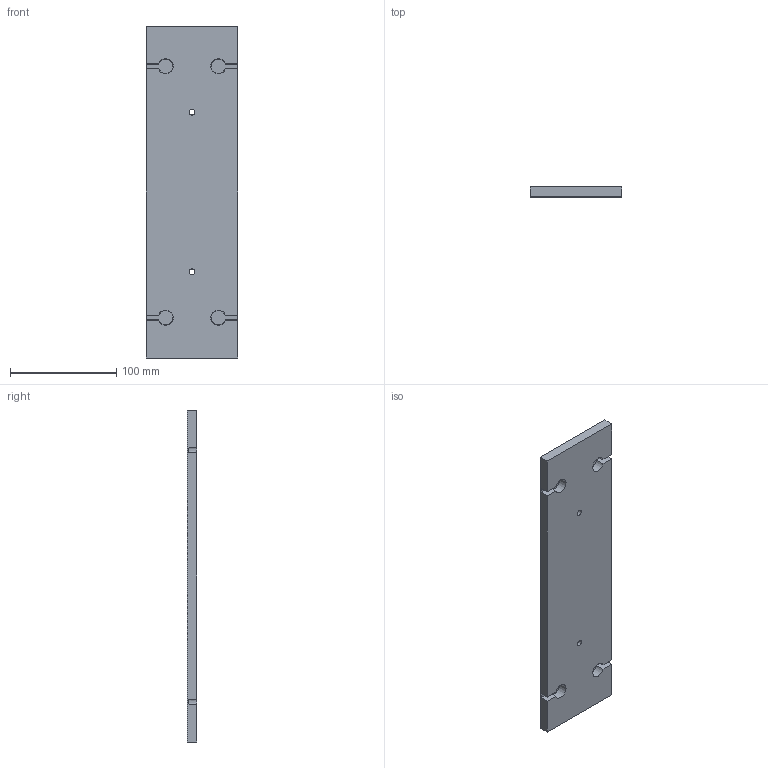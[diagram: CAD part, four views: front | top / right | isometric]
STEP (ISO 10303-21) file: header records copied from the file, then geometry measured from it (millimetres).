
FILE_DESCRIPTION(/* description */ (''),/* implementation_level */ '2;1');
FILE_NAME(/* name */ 'colon.step',/* time_stamp */ '2024-03-28T00:43:49-07:00',/* author */ (''),/* organization */ (''),/* preprocessor_version */ 'ST-DEVELOPER v20',/* originating_system */ 'Autodesk Translation Framework v12.20.1.177',/* authorisation */ '');
FILE_SCHEMA (('AUTOMOTIVE_DESIGN { 1 0 10303 214 3 1 1 }'));
Length unit declared in the file: millimetre
Products named in the file (1): LED_NEON_7SEG_BIG
Bounding box: 85.52 x 9 x 312 mm (x, y, z)
Volume: 233350.6 mm3; surface area: 62477.4 mm2
Topology: 1 solids, 1 shells, 24 faces, 66 edges, 44 vertices
Faces by surface type: plane 18, cone 4, cylinder 2
Full cylindrical faces by diameter (mm): 5.4 x2
Entity records: 795 total; most frequent: CARTESIAN_POINT 151, ORIENTED_EDGE 132, DIRECTION 120, EDGE_CURVE 66, LINE 46, VECTOR 46, VERTEX_POINT 44, AXIS2_PLACEMENT_3D 37
